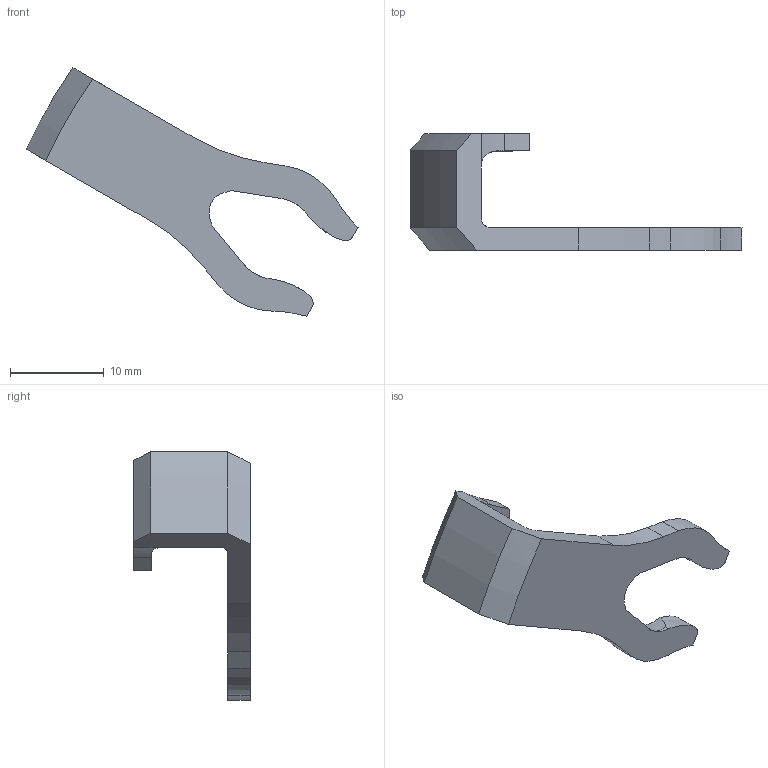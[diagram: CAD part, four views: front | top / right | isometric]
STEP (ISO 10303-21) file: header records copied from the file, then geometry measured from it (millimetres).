
FILE_DESCRIPTION (( 'STEP AP214' ), '1' );
FILE_NAME ('DrumPad Fastener 10.STEP', '2025-08-31T18:33:02', ( '' ), ( '' ), 'SwSTEP 2.0', 'SolidWorks 2024', '' );
FILE_SCHEMA (( 'AUTOMOTIVE_DESIGN' ));
Length unit declared in the file: millimetre
Products named in the file (1): DrumPad Fastener 10
Bounding box: 35.34 x 12.4 x 26.45 mm (x, y, z)
Volume: 1110.7 mm3; surface area: 1260.6 mm2
Topology: 1 solids, 1 shells, 40 faces, 110 edges, 72 vertices
Faces by surface type: plane 18, cylinder 13, cone 5, bspline 3, torus 1
Entity records: 1577 total; most frequent: CARTESIAN_POINT 561, ORIENTED_EDGE 220, DIRECTION 194, EDGE_CURVE 110, VERTEX_POINT 72, AXIS2_PLACEMENT_3D 68, LINE 58, VECTOR 58
